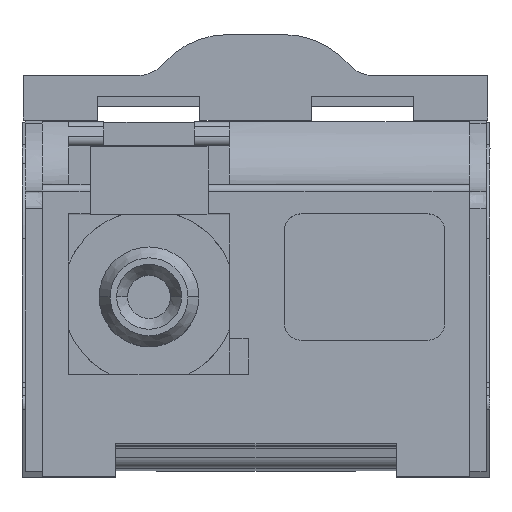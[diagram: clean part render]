
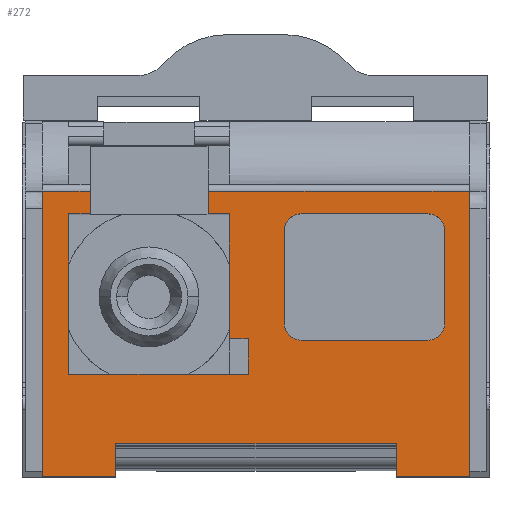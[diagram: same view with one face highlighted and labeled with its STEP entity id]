
A CAD part, top view. The second image highlights one B-rep face of the part: STEP entity #272.
In plain terms, the highlighted planar face has unit normal (0, 0, 1).
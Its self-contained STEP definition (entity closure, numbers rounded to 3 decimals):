
#34=AXIS2_PLACEMENT_3D('Plane Axis2P3D',#31,#32,#33) ;
#217=AXIS2_PLACEMENT_3D('Circle Axis2P3D',#215,#216,$) ;
#231=AXIS2_PLACEMENT_3D('Circle Axis2P3D',#229,#230,$) ;
#245=AXIS2_PLACEMENT_3D('Circle Axis2P3D',#243,#244,$) ;
#259=AXIS2_PLACEMENT_3D('Circle Axis2P3D',#257,#258,$) ;
#31=CARTESIAN_POINT('Axis2P3D Location',(0.05,8.358,55.9)) ;
#36=CARTESIAN_POINT('Line Origine',(7.062,8.358,55.9)) ;
#40=CARTESIAN_POINT('Vertex',(5.97,8.358,55.9)) ;
#42=CARTESIAN_POINT('Vertex',(8.155,8.358,55.9)) ;
#45=CARTESIAN_POINT('Line Origine',(5.657,8.358,55.9)) ;
#49=CARTESIAN_POINT('Vertex',(5.345,8.358,55.9)) ;
#52=CARTESIAN_POINT('Line Origine',(5.345,8.029,55.9)) ;
#56=CARTESIAN_POINT('Vertex',(5.345,7.7,55.9)) ;
#59=CARTESIAN_POINT('Line Origine',(5.657,7.7,55.9)) ;
#63=CARTESIAN_POINT('Vertex',(5.97,7.7,55.9)) ;
#66=CARTESIAN_POINT('Line Origine',(5.97,5.875,55.9)) ;
#70=CARTESIAN_POINT('Vertex',(5.97,4.05,55.9)) ;
#73=CARTESIAN_POINT('Line Origine',(6.247,4.05,55.9)) ;
#77=CARTESIAN_POINT('Vertex',(6.525,4.05,55.9)) ;
#80=CARTESIAN_POINT('Line Origine',(6.525,3.525,55.9)) ;
#84=CARTESIAN_POINT('Vertex',(6.525,3.,55.9)) ;
#87=CARTESIAN_POINT('Line Origine',(3.897,3.,55.9)) ;
#91=CARTESIAN_POINT('Vertex',(1.27,3.,55.9)) ;
#94=CARTESIAN_POINT('Line Origine',(1.27,5.35,55.9)) ;
#98=CARTESIAN_POINT('Vertex',(1.27,7.7,55.9)) ;
#101=CARTESIAN_POINT('Line Origine',(1.582,7.7,55.9)) ;
#105=CARTESIAN_POINT('Vertex',(1.895,7.7,55.9)) ;
#108=CARTESIAN_POINT('Line Origine',(1.895,8.029,55.9)) ;
#112=CARTESIAN_POINT('Vertex',(1.895,8.358,55.9)) ;
#115=CARTESIAN_POINT('Line Origine',(1.197,8.358,55.9)) ;
#119=CARTESIAN_POINT('Vertex',(0.5,8.358,55.9)) ;
#122=CARTESIAN_POINT('Line Origine',(0.5,4.179,55.9)) ;
#126=CARTESIAN_POINT('Vertex',(0.5,0.,55.9)) ;
#129=CARTESIAN_POINT('Line Origine',(1.575,0.,55.9)) ;
#133=CARTESIAN_POINT('Vertex',(2.65,0.,55.9)) ;
#136=CARTESIAN_POINT('Line Origine',(2.65,0.483,55.9)) ;
#140=CARTESIAN_POINT('Vertex',(2.65,0.967,55.9)) ;
#143=CARTESIAN_POINT('Line Origine',(6.75,0.967,55.9)) ;
#147=CARTESIAN_POINT('Vertex',(10.85,0.967,55.9)) ;
#150=CARTESIAN_POINT('Line Origine',(10.85,0.483,55.9)) ;
#154=CARTESIAN_POINT('Vertex',(10.85,0.,55.9)) ;
#157=CARTESIAN_POINT('Line Origine',(11.925,0.,55.9)) ;
#161=CARTESIAN_POINT('Vertex',(13.,0.,55.9)) ;
#164=CARTESIAN_POINT('Line Origine',(13.,4.179,55.9)) ;
#168=CARTESIAN_POINT('Vertex',(13.,8.358,55.9)) ;
#171=CARTESIAN_POINT('Line Origine',(12.302,8.358,55.9)) ;
#175=CARTESIAN_POINT('Vertex',(11.605,8.358,55.9)) ;
#178=CARTESIAN_POINT('Line Origine',(9.88,8.358,55.9)) ;
#206=CARTESIAN_POINT('Line Origine',(9.925,4.,55.9)) ;
#210=CARTESIAN_POINT('Vertex',(8.075,4.,55.9)) ;
#212=CARTESIAN_POINT('Vertex',(11.775,4.,55.9)) ;
#215=CARTESIAN_POINT('Axis2P3D Location',(8.075,4.5,55.9)) ;
#219=CARTESIAN_POINT('Vertex',(7.575,4.5,55.9)) ;
#222=CARTESIAN_POINT('Line Origine',(7.575,5.85,55.9)) ;
#226=CARTESIAN_POINT('Vertex',(7.575,7.2,55.9)) ;
#229=CARTESIAN_POINT('Axis2P3D Location',(8.075,7.2,55.9)) ;
#233=CARTESIAN_POINT('Vertex',(8.075,7.7,55.9)) ;
#236=CARTESIAN_POINT('Line Origine',(9.925,7.7,55.9)) ;
#240=CARTESIAN_POINT('Vertex',(11.775,7.7,55.9)) ;
#243=CARTESIAN_POINT('Axis2P3D Location',(11.775,7.2,55.9)) ;
#247=CARTESIAN_POINT('Vertex',(12.275,7.2,55.9)) ;
#250=CARTESIAN_POINT('Line Origine',(12.275,5.85,55.9)) ;
#254=CARTESIAN_POINT('Vertex',(12.275,4.5,55.9)) ;
#257=CARTESIAN_POINT('Axis2P3D Location',(11.775,4.5,55.9)) ;
#32=DIRECTION('Axis2P3D Direction',(0.,0.,1.)) ;
#33=DIRECTION('Axis2P3D XDirection',(0.,-1.,0.)) ;
#37=DIRECTION('Vector Direction',(1.,0.,0.)) ;
#46=DIRECTION('Vector Direction',(1.,0.,0.)) ;
#53=DIRECTION('Vector Direction',(0.,1.,0.)) ;
#60=DIRECTION('Vector Direction',(-1.,0.,0.)) ;
#67=DIRECTION('Vector Direction',(0.,1.,0.)) ;
#74=DIRECTION('Vector Direction',(1.,0.,0.)) ;
#81=DIRECTION('Vector Direction',(0.,1.,0.)) ;
#88=DIRECTION('Vector Direction',(-1.,0.,0.)) ;
#95=DIRECTION('Vector Direction',(0.,1.,0.)) ;
#102=DIRECTION('Vector Direction',(-1.,0.,0.)) ;
#109=DIRECTION('Vector Direction',(0.,-1.,0.)) ;
#116=DIRECTION('Vector Direction',(1.,0.,0.)) ;
#123=DIRECTION('Vector Direction',(0.,1.,0.)) ;
#130=DIRECTION('Vector Direction',(1.,0.,0.)) ;
#137=DIRECTION('Vector Direction',(0.,1.,0.)) ;
#144=DIRECTION('Vector Direction',(1.,0.,0.)) ;
#151=DIRECTION('Vector Direction',(0.,-1.,0.)) ;
#158=DIRECTION('Vector Direction',(1.,0.,0.)) ;
#165=DIRECTION('Vector Direction',(0.,-1.,0.)) ;
#172=DIRECTION('Vector Direction',(1.,0.,0.)) ;
#179=DIRECTION('Vector Direction',(1.,0.,0.)) ;
#207=DIRECTION('Vector Direction',(1.,0.,0.)) ;
#216=DIRECTION('Axis2P3D Direction',(0.,0.,1.)) ;
#223=DIRECTION('Vector Direction',(0.,-1.,0.)) ;
#230=DIRECTION('Axis2P3D Direction',(0.,0.,1.)) ;
#237=DIRECTION('Vector Direction',(-1.,0.,0.)) ;
#244=DIRECTION('Axis2P3D Direction',(0.,0.,1.)) ;
#251=DIRECTION('Vector Direction',(0.,1.,0.)) ;
#258=DIRECTION('Axis2P3D Direction',(0.,0.,1.)) ;
#38=VECTOR('Line Direction',#37,1.) ;
#47=VECTOR('Line Direction',#46,1.) ;
#54=VECTOR('Line Direction',#53,1.) ;
#61=VECTOR('Line Direction',#60,1.) ;
#68=VECTOR('Line Direction',#67,1.) ;
#75=VECTOR('Line Direction',#74,1.) ;
#82=VECTOR('Line Direction',#81,1.) ;
#89=VECTOR('Line Direction',#88,1.) ;
#96=VECTOR('Line Direction',#95,1.) ;
#103=VECTOR('Line Direction',#102,1.) ;
#110=VECTOR('Line Direction',#109,1.) ;
#117=VECTOR('Line Direction',#116,1.) ;
#124=VECTOR('Line Direction',#123,1.) ;
#131=VECTOR('Line Direction',#130,1.) ;
#138=VECTOR('Line Direction',#137,1.) ;
#145=VECTOR('Line Direction',#144,1.) ;
#152=VECTOR('Line Direction',#151,1.) ;
#159=VECTOR('Line Direction',#158,1.) ;
#166=VECTOR('Line Direction',#165,1.) ;
#173=VECTOR('Line Direction',#172,1.) ;
#180=VECTOR('Line Direction',#179,1.) ;
#208=VECTOR('Line Direction',#207,1.) ;
#224=VECTOR('Line Direction',#223,1.) ;
#238=VECTOR('Line Direction',#237,1.) ;
#252=VECTOR('Line Direction',#251,1.) ;
#184=ORIENTED_EDGE('',*,*,#44,.F.) ;
#185=ORIENTED_EDGE('',*,*,#51,.F.) ;
#186=ORIENTED_EDGE('',*,*,#58,.F.) ;
#187=ORIENTED_EDGE('',*,*,#65,.F.) ;
#188=ORIENTED_EDGE('',*,*,#72,.F.) ;
#189=ORIENTED_EDGE('',*,*,#79,.T.) ;
#190=ORIENTED_EDGE('',*,*,#86,.F.) ;
#191=ORIENTED_EDGE('',*,*,#93,.T.) ;
#192=ORIENTED_EDGE('',*,*,#100,.T.) ;
#193=ORIENTED_EDGE('',*,*,#107,.F.) ;
#194=ORIENTED_EDGE('',*,*,#114,.F.) ;
#195=ORIENTED_EDGE('',*,*,#121,.F.) ;
#196=ORIENTED_EDGE('',*,*,#128,.F.) ;
#197=ORIENTED_EDGE('',*,*,#135,.T.) ;
#198=ORIENTED_EDGE('',*,*,#142,.F.) ;
#199=ORIENTED_EDGE('',*,*,#149,.T.) ;
#200=ORIENTED_EDGE('',*,*,#156,.T.) ;
#201=ORIENTED_EDGE('',*,*,#163,.T.) ;
#202=ORIENTED_EDGE('',*,*,#170,.F.) ;
#203=ORIENTED_EDGE('',*,*,#177,.F.) ;
#204=ORIENTED_EDGE('',*,*,#182,.F.) ;
#263=ORIENTED_EDGE('',*,*,#214,.F.) ;
#264=ORIENTED_EDGE('',*,*,#221,.F.) ;
#265=ORIENTED_EDGE('',*,*,#228,.F.) ;
#266=ORIENTED_EDGE('',*,*,#235,.F.) ;
#267=ORIENTED_EDGE('',*,*,#242,.F.) ;
#268=ORIENTED_EDGE('',*,*,#249,.F.) ;
#269=ORIENTED_EDGE('',*,*,#256,.F.) ;
#270=ORIENTED_EDGE('',*,*,#261,.F.) ;
#271=FACE_BOUND('',#262,.T.) ;
#272=ADVANCED_FACE('SFP',(#205,#271),#35,.T.) ;
#218=CIRCLE('generated circle',#217,0.5) ;
#232=CIRCLE('generated circle',#231,0.5) ;
#246=CIRCLE('generated circle',#245,0.5) ;
#260=CIRCLE('generated circle',#259,0.5) ;
#44=EDGE_CURVE('',#41,#43,#39,.T.) ;
#51=EDGE_CURVE('',#50,#41,#48,.T.) ;
#58=EDGE_CURVE('',#57,#50,#55,.T.) ;
#65=EDGE_CURVE('',#64,#57,#62,.T.) ;
#72=EDGE_CURVE('',#71,#64,#69,.T.) ;
#79=EDGE_CURVE('',#71,#78,#76,.T.) ;
#86=EDGE_CURVE('',#85,#78,#83,.T.) ;
#93=EDGE_CURVE('',#85,#92,#90,.T.) ;
#100=EDGE_CURVE('',#92,#99,#97,.T.) ;
#107=EDGE_CURVE('',#106,#99,#104,.T.) ;
#114=EDGE_CURVE('',#113,#106,#111,.T.) ;
#121=EDGE_CURVE('',#120,#113,#118,.T.) ;
#128=EDGE_CURVE('',#127,#120,#125,.T.) ;
#135=EDGE_CURVE('',#127,#134,#132,.T.) ;
#142=EDGE_CURVE('',#141,#134,#139,.F.) ;
#149=EDGE_CURVE('',#141,#148,#146,.T.) ;
#156=EDGE_CURVE('',#148,#155,#153,.T.) ;
#163=EDGE_CURVE('',#155,#162,#160,.T.) ;
#170=EDGE_CURVE('',#169,#162,#167,.T.) ;
#177=EDGE_CURVE('',#176,#169,#174,.T.) ;
#182=EDGE_CURVE('',#43,#176,#181,.T.) ;
#214=EDGE_CURVE('',#211,#213,#209,.T.) ;
#221=EDGE_CURVE('',#220,#211,#218,.T.) ;
#228=EDGE_CURVE('',#227,#220,#225,.T.) ;
#235=EDGE_CURVE('',#234,#227,#232,.T.) ;
#242=EDGE_CURVE('',#241,#234,#239,.T.) ;
#249=EDGE_CURVE('',#248,#241,#246,.T.) ;
#256=EDGE_CURVE('',#255,#248,#253,.T.) ;
#261=EDGE_CURVE('',#213,#255,#260,.T.) ;
#183=EDGE_LOOP('',(#184,#185,#186,#187,#188,#189,#190,#191,#192,#193,#194,#195,#196,#197,#198,#199,#200,#201,#202,#203,#204)) ;
#262=EDGE_LOOP('',(#263,#264,#265,#266,#267,#268,#269,#270)) ;
#205=FACE_OUTER_BOUND('',#183,.T.) ;
#39=LINE('Line',#36,#38) ;
#48=LINE('Line',#45,#47) ;
#55=LINE('Line',#52,#54) ;
#62=LINE('Line',#59,#61) ;
#69=LINE('Line',#66,#68) ;
#76=LINE('Line',#73,#75) ;
#83=LINE('Line',#80,#82) ;
#90=LINE('Line',#87,#89) ;
#97=LINE('Line',#94,#96) ;
#104=LINE('Line',#101,#103) ;
#111=LINE('Line',#108,#110) ;
#118=LINE('Line',#115,#117) ;
#125=LINE('Line',#122,#124) ;
#132=LINE('Line',#129,#131) ;
#139=LINE('Line',#136,#138) ;
#146=LINE('Line',#143,#145) ;
#153=LINE('Line',#150,#152) ;
#160=LINE('Line',#157,#159) ;
#167=LINE('Line',#164,#166) ;
#174=LINE('Line',#171,#173) ;
#181=LINE('Line',#178,#180) ;
#209=LINE('Line',#206,#208) ;
#225=LINE('Line',#222,#224) ;
#239=LINE('Line',#236,#238) ;
#253=LINE('Line',#250,#252) ;
#35=PLANE('',#34) ;
#41=VERTEX_POINT('',#40) ;
#43=VERTEX_POINT('',#42) ;
#50=VERTEX_POINT('',#49) ;
#57=VERTEX_POINT('',#56) ;
#64=VERTEX_POINT('',#63) ;
#71=VERTEX_POINT('',#70) ;
#78=VERTEX_POINT('',#77) ;
#85=VERTEX_POINT('',#84) ;
#92=VERTEX_POINT('',#91) ;
#99=VERTEX_POINT('',#98) ;
#106=VERTEX_POINT('',#105) ;
#113=VERTEX_POINT('',#112) ;
#120=VERTEX_POINT('',#119) ;
#127=VERTEX_POINT('',#126) ;
#134=VERTEX_POINT('',#133) ;
#141=VERTEX_POINT('',#140) ;
#148=VERTEX_POINT('',#147) ;
#155=VERTEX_POINT('',#154) ;
#162=VERTEX_POINT('',#161) ;
#169=VERTEX_POINT('',#168) ;
#176=VERTEX_POINT('',#175) ;
#211=VERTEX_POINT('',#210) ;
#213=VERTEX_POINT('',#212) ;
#220=VERTEX_POINT('',#219) ;
#227=VERTEX_POINT('',#226) ;
#234=VERTEX_POINT('',#233) ;
#241=VERTEX_POINT('',#240) ;
#248=VERTEX_POINT('',#247) ;
#255=VERTEX_POINT('',#254) ;
